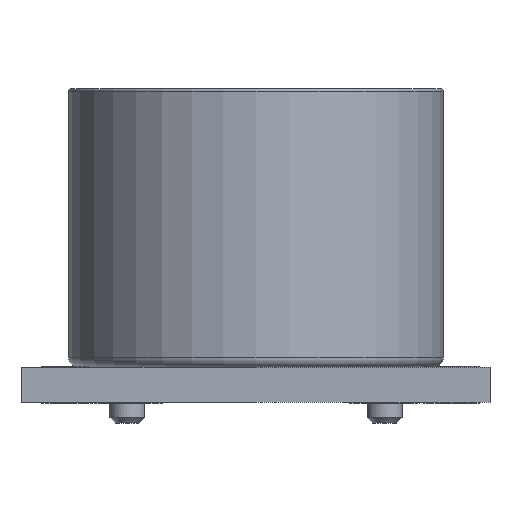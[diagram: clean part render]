
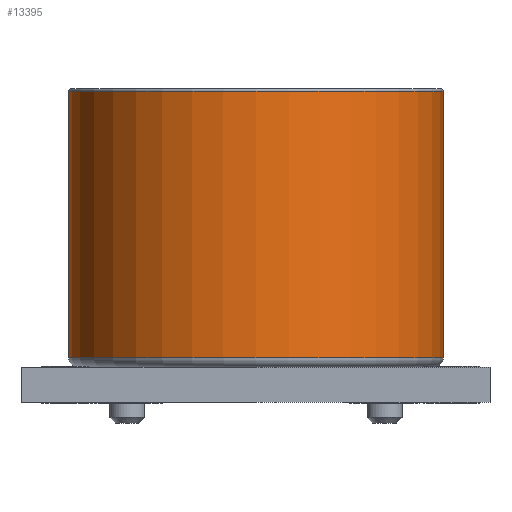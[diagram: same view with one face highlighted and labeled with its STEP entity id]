
A CAD part, left-side view. The second image highlights one B-rep face of the part: STEP entity #13395.
In plain terms, the highlighted cylindrical face has radius 8.107 mm (diameter 16.213 mm), a full revolution.
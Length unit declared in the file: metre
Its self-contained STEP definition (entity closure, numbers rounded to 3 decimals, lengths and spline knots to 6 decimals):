
#3307=CYLINDRICAL_SURFACE('',#15828,0.008107);
#4158=ORIENTED_EDGE('',*,*,#7956,.F.);
#4159=ORIENTED_EDGE('',*,*,#7768,.F.);
#7768=EDGE_CURVE('',#9719,#9719,#11009,.T.);
#7956=EDGE_CURVE('',#9879,#9879,#11022,.T.);
#9719=VERTEX_POINT('',#19140);
#9879=VERTEX_POINT('',#19986);
#11009=CIRCLE('',#15782,0.008107);
#11022=CIRCLE('',#15829,0.008107);
#11260=EDGE_LOOP('',(#4158));
#11261=EDGE_LOOP('',(#4159));
#12209=FACE_BOUND('',#11260,.T.);
#12210=FACE_BOUND('',#11261,.T.);
#13395=ADVANCED_FACE('',(#12209,#12210),#3307,.T.);
#15782=AXIS2_PLACEMENT_3D('',#19139,#16488,#16489);
#15828=AXIS2_PLACEMENT_3D('',#19984,#16674,#16675);
#15829=AXIS2_PLACEMENT_3D('',#19985,#16676,#16677);
#16488=DIRECTION('',(0.,0.,1.));
#16489=DIRECTION('',(1.,0.,0.));
#16674=DIRECTION('',(0.,0.,-1.));
#16675=DIRECTION('',(1.,0.,0.));
#16676=DIRECTION('',(0.,0.,-1.));
#16677=DIRECTION('',(1.,0.,0.));
#19139=CARTESIAN_POINT('',(-0.012667,0.,0.013477));
#19140=CARTESIAN_POINT('',(-0.00456,0.,0.013477));
#19984=CARTESIAN_POINT('',(-0.012667,0.,0.00152));
#19985=CARTESIAN_POINT('',(-0.012667,0.,0.001925));
#19986=CARTESIAN_POINT('',(-0.00456,0.,0.001925));
